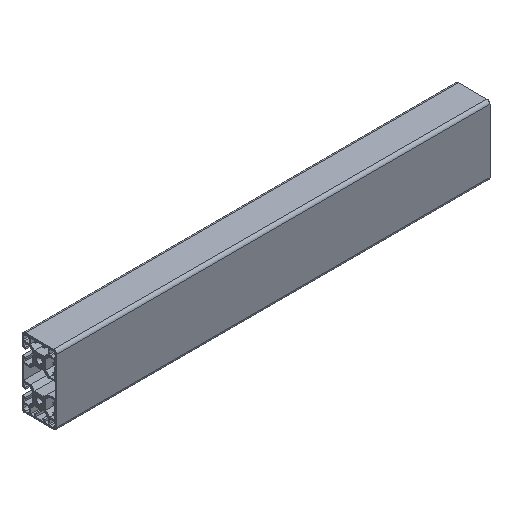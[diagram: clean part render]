
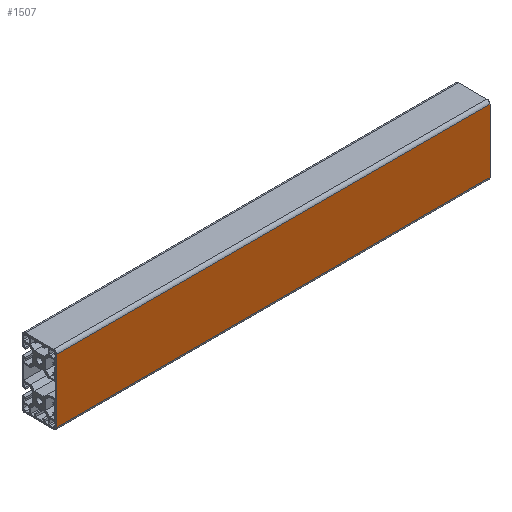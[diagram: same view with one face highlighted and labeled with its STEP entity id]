
A CAD part, isometric view. The second image highlights one B-rep face of the part: STEP entity #1507.
In plain terms, the highlighted planar face has unit normal (0, -1, 0).
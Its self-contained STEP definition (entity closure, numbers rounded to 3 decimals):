
#34 = DIRECTION ( 'NONE',  ( 0., 0., 1. ) ) ;
#170 = LINE ( 'NONE', #961, #1955 ) ;
#269 = AXIS2_PLACEMENT_3D ( 'NONE', #580, #1713, #1346 ) ;
#497 = EDGE_CURVE ( 'NONE', #1445, #2493, #1309, .T. ) ;
#553 = PLANE ( 'NONE',  #269 ) ;
#580 = CARTESIAN_POINT ( 'NONE',  ( 1500., -20., -1036.5 ) ) ;
#655 = VECTOR ( 'NONE', #983, 1000. ) ;
#709 = ORIENTED_EDGE ( 'NONE', *, *, #850, .T. ) ;
#762 = CARTESIAN_POINT ( 'NONE',  ( 1500., -20., -1036.5 ) ) ;
#847 = EDGE_LOOP ( 'NONE', ( #709, #3260, #4039, #1773 ) ) ;
#850 = EDGE_CURVE ( 'NONE', #2493, #3708, #2241, .T. ) ;
#961 = CARTESIAN_POINT ( 'NONE',  ( 1500., -20., -1036.5 ) ) ;
#983 = DIRECTION ( 'NONE',  ( 1., 0., 0. ) ) ;
#1309 = LINE ( 'NONE', #3831, #2273 ) ;
#1346 = DIRECTION ( 'NONE',  ( 0., 0., 1. ) ) ;
#1445 = VERTEX_POINT ( 'NONE', #762 ) ;
#1507 = ADVANCED_FACE ( 'NONE', ( #2764 ), #553, .F. ) ;
#1525 = EDGE_CURVE ( 'NONE', #3857, #3708, #4298, .T. ) ;
#1579 = EDGE_CURVE ( 'NONE', #1445, #3857, #170, .T. ) ;
#1713 = DIRECTION ( 'NONE',  ( 0., 1., 0. ) ) ;
#1773 = ORIENTED_EDGE ( 'NONE', *, *, #497, .T. ) ;
#1955 = VECTOR ( 'NONE', #2425, 1000. ) ;
#2241 = LINE ( 'NONE', #3324, #2832 ) ;
#2273 = VECTOR ( 'NONE', #4584, 1000. ) ;
#2425 = DIRECTION ( 'NONE',  ( 0., 0., 1. ) ) ;
#2493 = VERTEX_POINT ( 'NONE', #3308 ) ;
#2764 = FACE_OUTER_BOUND ( 'NONE', #847, .T. ) ;
#2832 = VECTOR ( 'NONE', #34, 1000. ) ;
#3130 = CARTESIAN_POINT ( 'NONE',  ( 1500., -20., -963.5 ) ) ;
#3260 = ORIENTED_EDGE ( 'NONE', *, *, #1525, .F. ) ;
#3308 = CARTESIAN_POINT ( 'NONE',  ( 2000., -20., -1036.5 ) ) ;
#3324 = CARTESIAN_POINT ( 'NONE',  ( 2000., -20., -1036.5 ) ) ;
#3708 = VERTEX_POINT ( 'NONE', #4282 ) ;
#3831 = CARTESIAN_POINT ( 'NONE',  ( 1500., -20., -1036.5 ) ) ;
#3857 = VERTEX_POINT ( 'NONE', #3130 ) ;
#4039 = ORIENTED_EDGE ( 'NONE', *, *, #1579, .F. ) ;
#4274 = CARTESIAN_POINT ( 'NONE',  ( 1500., -20., -963.5 ) ) ;
#4282 = CARTESIAN_POINT ( 'NONE',  ( 2000., -20., -963.5 ) ) ;
#4298 = LINE ( 'NONE', #4274, #655 ) ;
#4584 = DIRECTION ( 'NONE',  ( 1., 0., 0. ) ) ;
